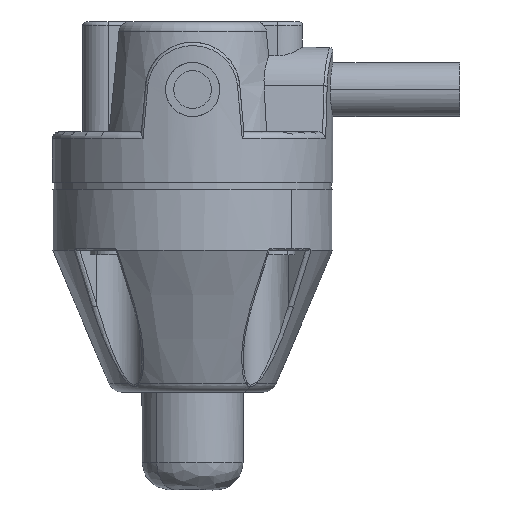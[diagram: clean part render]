
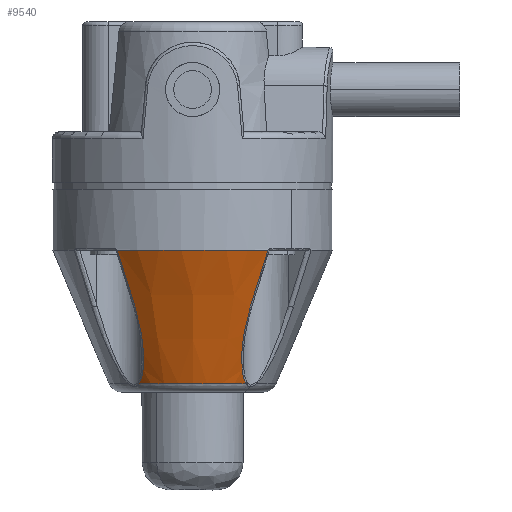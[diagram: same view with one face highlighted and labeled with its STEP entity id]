
A CAD part, front view. The second image highlights one B-rep face of the part: STEP entity #9540.
In plain terms, the highlighted conical face has half-angle 23 degrees and reference radius 33.103 mm.
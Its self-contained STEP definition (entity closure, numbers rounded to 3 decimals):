
#2833=CARTESIAN_POINT('',(15.886,-18.922,
-59.563));
#2840=CARTESIAN_POINT('',(22.283,-35.01,
-20.));
#2841=CARTESIAN_POINT('',(21.678,-34.41,
-21.957));
#2842=CARTESIAN_POINT('',(20.482,-33.228,
-25.815));
#2843=CARTESIAN_POINT('',(18.735,-31.5,
-31.43));
#2844=CARTESIAN_POINT('',(17.598,-30.379,
-35.059));
#2845=CARTESIAN_POINT('',(17.038,-29.826,
-36.845));
#2847=CARTESIAN_POINT('',(17.038,-29.826,
-36.845));
#2848=CARTESIAN_POINT('',(16.548,-29.31,
-38.475));
#2849=CARTESIAN_POINT('',(15.747,-28.321,
-41.428));
#2850=CARTESIAN_POINT('',(15.115,-27.032,
-44.806));
#2851=CARTESIAN_POINT('',(14.749,-25.908,
-47.535));
#2852=CARTESIAN_POINT('',(14.544,-24.985,
-49.664));
#2853=CARTESIAN_POINT('',(14.449,-23.401,
-52.985));
#2854=CARTESIAN_POINT('',(14.587,-22.32,
-54.954));
#2855=CARTESIAN_POINT('',(14.768,-21.369,
-56.591));
#2856=CARTESIAN_POINT('',(15.331,-19.868,
-58.673));
#2857=CARTESIAN_POINT('',(15.683,-19.221,
-59.331));
#2858=CARTESIAN_POINT('',(15.886,-18.922,
-59.563));
#2860=CARTESIAN_POINT('',(0.,0.,-59.563));
#2861=DIRECTION('',(0.,0.,-1.));
#2862=DIRECTION('',(0.643,-0.766,0.));
#2863=AXIS2_PLACEMENT_3D('',#2860,#2861,#2862);
#2865=CARTESIAN_POINT('',(-17.038,-29.826,
-36.845));
#2866=CARTESIAN_POINT('',(-17.598,-30.379,
-35.059));
#2867=CARTESIAN_POINT('',(-18.735,-31.5,
-31.43));
#2868=CARTESIAN_POINT('',(-20.482,-33.228,
-25.814));
#2869=CARTESIAN_POINT('',(-21.679,-34.41,
-21.957));
#2870=CARTESIAN_POINT('',(-22.283,-35.01,
-20.));
#2879=CARTESIAN_POINT('',(17.038,-29.826,
-36.845));
#2891=CARTESIAN_POINT('',(0.,0.,-20.));
#2892=DIRECTION('',(0.,0.,-1.));
#2893=DIRECTION('',(0.537,-0.844,0.));
#2894=AXIS2_PLACEMENT_3D('',#2891,#2892,#2893);
#2919=CARTESIAN_POINT('',(-17.038,-29.826,
-36.845));
#2920=CARTESIAN_POINT('',(-16.562,-29.327,
-38.424));
#2921=CARTESIAN_POINT('',(-15.779,-28.365,
-41.301));
#2922=CARTESIAN_POINT('',(-15.142,-27.099,
-44.635));
#2923=CARTESIAN_POINT('',(-14.764,-25.958,
-47.415));
#2924=CARTESIAN_POINT('',(-14.564,-25.109,
-49.388));
#2925=CARTESIAN_POINT('',(-14.443,-23.479,
-52.836));
#2926=CARTESIAN_POINT('',(-14.58,-22.368,
-54.868));
#2927=CARTESIAN_POINT('',(-14.749,-21.435,
-56.49));
#2928=CARTESIAN_POINT('',(-15.32,-19.886,
-58.657));
#2929=CARTESIAN_POINT('',(-15.679,-19.227,
-59.327));
#2930=CARTESIAN_POINT('',(-15.886,-18.922,
-59.563));
#2941=CARTESIAN_POINT('',(-15.886,-18.922,
-59.563));
#4140=VERTEX_POINT('',#2833);
#4150=VERTEX_POINT('',#2941);
#4153=VERTEX_POINT('',#2879);
#4154=VERTEX_POINT('',#2840);
#4155=VERTEX_POINT('',#2919);
#4156=VERTEX_POINT('',#2870);
#9523=CARTESIAN_POINT('',(0.,0.,-39.781));
#9524=DIRECTION('',(0.,0.,1.));
#9525=DIRECTION('',(0.707,-0.707,0.));
#9526=AXIS2_PLACEMENT_3D('',#9523,#9524,#9525);
#9527=CONICAL_SURFACE('',#9526,33.103,23.);
#9529=ORIENTED_EDGE('',*,*,#9528,.T.);
#9530=ORIENTED_EDGE('',*,*,#9506,.T.);
#9531=ORIENTED_EDGE('',*,*,#9299,.T.);
#9533=ORIENTED_EDGE('',*,*,#9532,.F.);
#9535=ORIENTED_EDGE('',*,*,#9534,.T.);
#9537=ORIENTED_EDGE('',*,*,#9536,.F.);
#9538=EDGE_LOOP('',(#9529,#9530,#9531,#9533,#9535,#9537));
#9539=FACE_OUTER_BOUND('',#9538,.F.);
#2846=B_SPLINE_CURVE_WITH_KNOTS('',3,(#2840,#2841,#2842,#2843,#2844,#2845),
.UNSPECIFIED.,.F.,.F.,(4,1,1,4),(0.,0.333,0.667,1.),
.UNSPECIFIED.);
#2859=B_SPLINE_CURVE_WITH_KNOTS('',3,(#2847,#2848,#2849,#2850,#2851,#2852,#2853,
#2854,#2855,#2856,#2857,#2858),.UNSPECIFIED.,.F.,.F.,(4,1,1,1,1,1,1,1,1,4),
(0.,0.111,0.222,0.333,0.444,
0.556,0.667,0.778,0.889,1.),
.UNSPECIFIED.);
#2864=CIRCLE('',#2863,24.707);
#2871=B_SPLINE_CURVE_WITH_KNOTS('',3,(#2865,#2866,#2867,#2868,#2869,#2870),
.UNSPECIFIED.,.F.,.F.,(4,1,1,4),(0.,0.333,0.667,1.),
.UNSPECIFIED.);
#2895=CIRCLE('',#2894,41.5);
#2931=B_SPLINE_CURVE_WITH_KNOTS('',3,(#2919,#2920,#2921,#2922,#2923,#2924,#2925,
#2926,#2927,#2928,#2929,#2930),.UNSPECIFIED.,.F.,.F.,(4,1,1,1,1,1,1,1,1,4),
(0.,0.111,0.222,0.333,0.444,
0.556,0.667,0.778,0.889,1.),
.UNSPECIFIED.);
#9299=EDGE_CURVE('',#4140,#4150,#2864,.T.);
#9506=EDGE_CURVE('',#4153,#4140,#2859,.T.);
#9528=EDGE_CURVE('',#4154,#4153,#2846,.T.);
#9532=EDGE_CURVE('',#4155,#4150,#2931,.T.);
#9534=EDGE_CURVE('',#4155,#4156,#2871,.T.);
#9536=EDGE_CURVE('',#4154,#4156,#2895,.T.);
#9540=ADVANCED_FACE('',(#9539),#9527,.T.);
